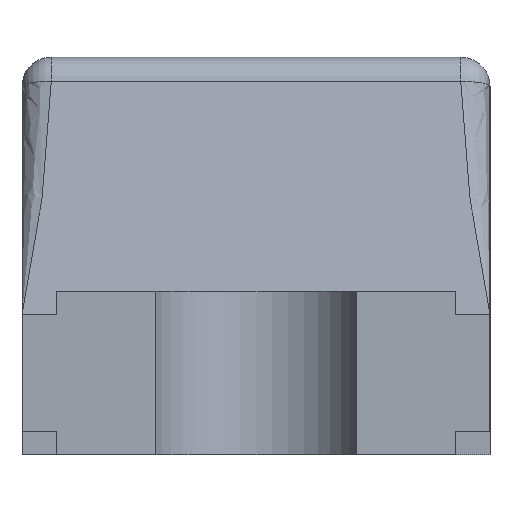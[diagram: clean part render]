
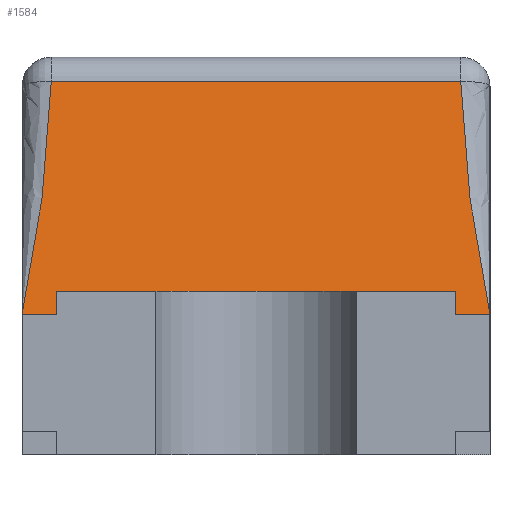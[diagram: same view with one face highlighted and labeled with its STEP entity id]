
A CAD part, left-side view. The second image highlights one B-rep face of the part: STEP entity #1584.
In plain terms, the highlighted planar face has unit normal (-0.985, 0, 0.171).
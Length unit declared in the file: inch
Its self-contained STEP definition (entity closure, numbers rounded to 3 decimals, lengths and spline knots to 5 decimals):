
#95=DIRECTION('',(0.,1.,0.));
#96=VECTOR('',#95,0.00717);
#97=CARTESIAN_POINT('',(-0.0215,0.00858,0.));
#98=LINE('',#97,#96);
#117=DIRECTION('',(0.,1.,0.));
#118=VECTOR('',#117,0.00571);
#119=CARTESIAN_POINT('',(-0.0215,-0.01575,0.));
#120=LINE('',#119,#118);
#440=CARTESIAN_POINT('',(-0.0215,-0.01575,0.));
#499=CARTESIAN_POINT('',(-0.0215,0.00858,0.));
#500=CARTESIAN_POINT('',(-0.02141,0.00847,
0.00053));
#501=CARTESIAN_POINT('',(-0.02132,0.00836,
0.00105));
#502=CARTESIAN_POINT('',(-0.02123,0.00824,
0.00157));
#508=DIRECTION('',(0.,1.,0.));
#509=VECTOR('',#508,0.0018);
#510=CARTESIAN_POINT('',(-0.02123,-0.01004,
0.00157));
#511=LINE('',#510,#509);
#512=CARTESIAN_POINT('',(-0.01879,0.01378,
0.01569));
#513=CARTESIAN_POINT('',(-0.01969,0.01378,
0.01046));
#514=CARTESIAN_POINT('',(-0.0206,0.01476,
0.00523));
#515=CARTESIAN_POINT('',(-0.0215,0.01575,0.));
#517=CARTESIAN_POINT('',(-0.0215,-0.01575,0.));
#518=CARTESIAN_POINT('',(-0.0206,-0.01476,
0.00523));
#519=CARTESIAN_POINT('',(-0.01969,-0.01378,
0.01046));
#520=CARTESIAN_POINT('',(-0.01879,-0.01378,
0.01569));
#522=DIRECTION('',(0.171,0.,0.985));
#523=VECTOR('',#522,0.0016);
#524=CARTESIAN_POINT('',(-0.0215,-0.01004,0.));
#525=LINE('',#524,#523);
#558=DIRECTION('',(0.,1.,0.));
#559=VECTOR('',#558,0.01648);
#560=CARTESIAN_POINT('',(-0.02123,-0.00824,
0.00157));
#561=LINE('',#560,#559);
#638=DIRECTION('',(0.,-1.,0.));
#639=VECTOR('',#638,0.02756);
#640=CARTESIAN_POINT('',(-0.01879,0.01378,
0.01569));
#641=LINE('',#640,#639);
#727=CARTESIAN_POINT('',(-0.01879,-0.01378,
0.01569));
#728=VERTEX_POINT('',#727);
#741=CARTESIAN_POINT('',(-0.01879,0.01378,
0.01569));
#742=VERTEX_POINT('',#741);
#765=CARTESIAN_POINT('',(-0.0215,0.00858,0.));
#766=CARTESIAN_POINT('',(-0.0215,0.01575,0.));
#767=VERTEX_POINT('',#765);
#768=VERTEX_POINT('',#766);
#769=VERTEX_POINT('',#502);
#773=VERTEX_POINT('',#440);
#778=CARTESIAN_POINT('',(-0.02123,-0.01004,
0.00157));
#779=CARTESIAN_POINT('',(-0.02123,-0.00824,
0.00157));
#780=VERTEX_POINT('',#778);
#781=VERTEX_POINT('',#779);
#782=CARTESIAN_POINT('',(-0.0215,-0.01004,0.));
#783=VERTEX_POINT('',#782);
#1562=CARTESIAN_POINT('',(-0.02088,0.,0.00361));
#1563=DIRECTION('',(0.985,0.,-0.171));
#1564=DIRECTION('',(-0.171,0.,-0.985));
#1565=AXIS2_PLACEMENT_3D('',#1562,#1563,#1564);
#1566=PLANE('',#1565);
#1568=ORIENTED_EDGE('',*,*,#1567,.T.);
#1570=ORIENTED_EDGE('',*,*,#1569,.T.);
#1571=ORIENTED_EDGE('',*,*,#1553,.F.);
#1572=ORIENTED_EDGE('',*,*,#969,.T.);
#1574=ORIENTED_EDGE('',*,*,#1573,.F.);
#1576=ORIENTED_EDGE('',*,*,#1575,.T.);
#1578=ORIENTED_EDGE('',*,*,#1577,.F.);
#1579=ORIENTED_EDGE('',*,*,#989,.T.);
#1581=ORIENTED_EDGE('',*,*,#1580,.T.);
#1582=EDGE_LOOP('',(#1568,#1570,#1571,#1572,#1574,#1576,#1578,#1579,#1581));
#1583=FACE_OUTER_BOUND('',#1582,.F.);
#1584=ADVANCED_FACE('',(#1583),#1566,.F.);
#503=B_SPLINE_CURVE_WITH_KNOTS('',3,(#499,#500,#501,#502),.UNSPECIFIED.,.F.,.F.,
(4,4),(0.,1.),.UNSPECIFIED.);
#516=B_SPLINE_CURVE_WITH_KNOTS('',3,(#512,#513,#514,#515),.UNSPECIFIED.,.F.,.F.,
(4,4),(0.,1.),.UNSPECIFIED.);
#521=B_SPLINE_CURVE_WITH_KNOTS('',3,(#517,#518,#519,#520),.UNSPECIFIED.,.F.,.F.,
(4,4),(0.,1.),.UNSPECIFIED.);
#969=EDGE_CURVE('',#767,#768,#98,.T.);
#989=EDGE_CURVE('',#773,#783,#120,.T.);
#1553=EDGE_CURVE('',#767,#769,#503,.T.);
#1567=EDGE_CURVE('',#780,#781,#511,.T.);
#1569=EDGE_CURVE('',#781,#769,#561,.T.);
#1573=EDGE_CURVE('',#742,#768,#516,.T.);
#1575=EDGE_CURVE('',#742,#728,#641,.T.);
#1577=EDGE_CURVE('',#773,#728,#521,.T.);
#1580=EDGE_CURVE('',#783,#780,#525,.T.);
